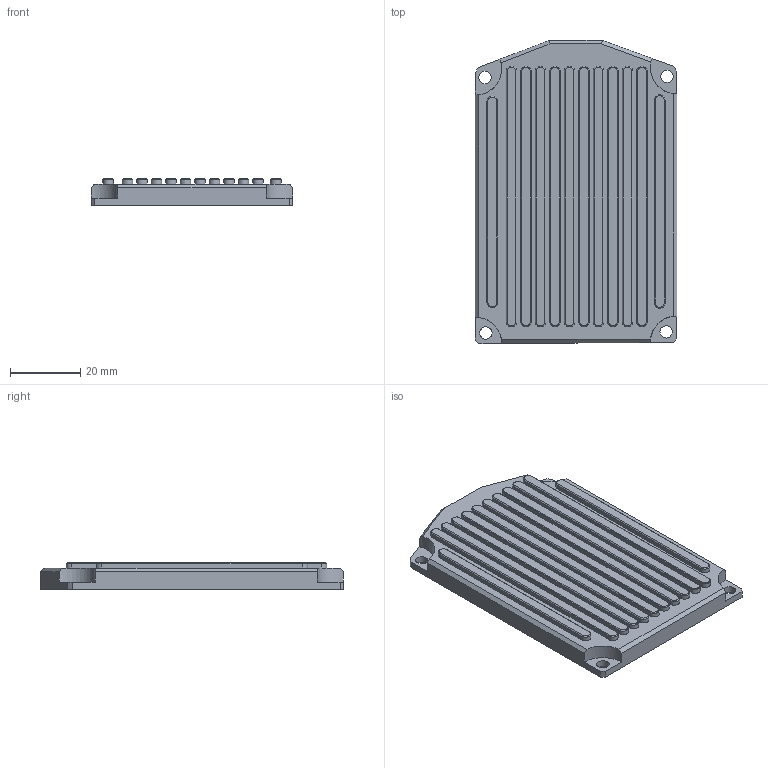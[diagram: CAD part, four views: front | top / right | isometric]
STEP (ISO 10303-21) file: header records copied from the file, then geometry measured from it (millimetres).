
FILE_DESCRIPTION(/* description */ ('','CAx-IF Rec.Pracs.---Representation and Presentation of Product Manufacturing Information (PMI)---4.0---2014-10-13'),/* implementation_level */ '2;1');
FILE_NAME(/* name */ 'A3M9003 MOD1 TOP.step',/* time_stamp */ '2025-03-15T20:34:21-05:00',/* author */ (''),/* organization */ (''),/* preprocessor_version */ 'ST-DEVELOPER v20',/* originating_system */ 'Autodesk Translation Framework v13.20.0.188',/* authorisation */ '');
FILE_SCHEMA (('AP242_MANAGED_MODEL_BASED_3D_ENGINEERING_MIM_LF { 1 0 10303 442 1 1 4 }'));
Length unit declared in the file: millimetre
Products named in the file (1): Top
Bounding box: 57.14 x 86.02 x 7.5 mm (x, y, z)
Volume: 19885.1 mm3; surface area: 14064.2 mm2
Topology: 1 solids, 1 shells, 149 faces, 352 edges, 218 vertices
Faces by surface type: plane 89, cylinder 36, cone 24
Full cylindrical faces by diameter (mm): 3.5 x4
Entity records: 4279 total; most frequent: DIRECTION 756, CARTESIAN_POINT 720, ORIENTED_EDGE 704, EDGE_CURVE 352, AXIS2_PLACEMENT_3D 254, LINE 248, VECTOR 248, VERTEX_POINT 218
